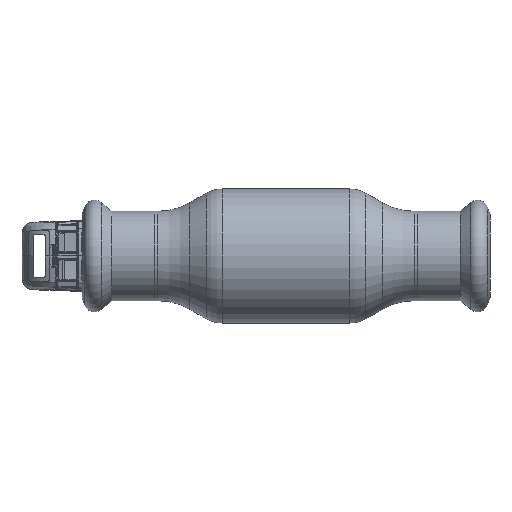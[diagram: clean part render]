
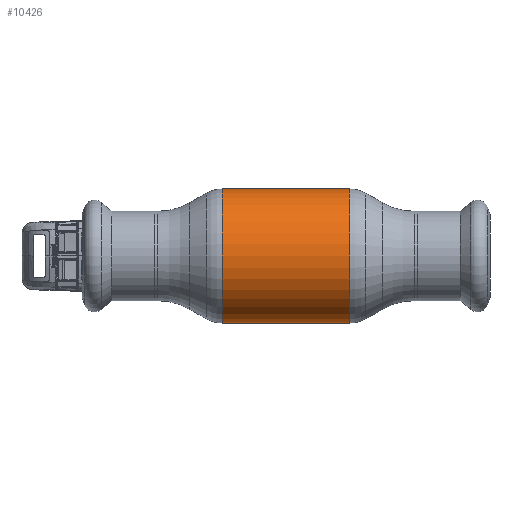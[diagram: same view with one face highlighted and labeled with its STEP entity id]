
A CAD part, front view. The second image highlights one B-rep face of the part: STEP entity #10426.
In plain terms, the highlighted cylindrical face has radius 19 mm (diameter 38 mm), a partial arc.
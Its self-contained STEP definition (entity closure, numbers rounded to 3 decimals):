
#183 = VERTEX_POINT ( 'NONE', #70428 ) ;
#2400 = CARTESIAN_POINT ( 'NONE',  ( -62.69, 0., -19. ) ) ;
#3265 = AXIS2_PLACEMENT_3D ( 'NONE', #5261, #67258, #22183 ) ;
#5261 = CARTESIAN_POINT ( 'NONE',  ( 18.088, 0., 0. ) ) ;
#6959 = CARTESIAN_POINT ( 'NONE',  ( -62.69, 0., 0. ) ) ;
#10316 = ORIENTED_EDGE ( 'NONE', *, *, #47552, .F. ) ;
#10426 = ADVANCED_FACE ( 'NONE', ( #62786 ), #37246, .T. ) ;
#12755 = DIRECTION ( 'NONE',  ( -1., 0., 0. ) ) ;
#13970 = LINE ( 'NONE', #62771, #38499 ) ;
#14982 = EDGE_CURVE ( 'NONE', #63914, #183, #13970, .T. ) ;
#18184 = ORIENTED_EDGE ( 'NONE', *, *, #14982, .T. ) ;
#18900 = DIRECTION ( 'NONE',  ( -1., 0., 0. ) ) ;
#19599 = EDGE_LOOP ( 'NONE', ( #22878, #70831, #18184, #10316 ) ) ;
#22183 = DIRECTION ( 'NONE',  ( 0., 0., 1. ) ) ;
#22878 = ORIENTED_EDGE ( 'NONE', *, *, #52998, .F. ) ;
#32949 = VECTOR ( 'NONE', #12755, 1000. ) ;
#37246 = CYLINDRICAL_SURFACE ( 'NONE', #49143, 19. ) ;
#38499 = VECTOR ( 'NONE', #18900, 1000. ) ;
#38518 = DIRECTION ( 'NONE',  ( -1., 0., 0. ) ) ;
#41706 = AXIS2_PLACEMENT_3D ( 'NONE', #49077, #38518, #72029 ) ;
#44772 = CARTESIAN_POINT ( 'NONE',  ( -18.088, 0., -19. ) ) ;
#45253 = CIRCLE ( 'NONE', #3265, 19. ) ;
#45748 = CARTESIAN_POINT ( 'NONE',  ( 18.088, 0., 19. ) ) ;
#46160 = DIRECTION ( 'NONE',  ( -1., 0., 0. ) ) ;
#47552 = EDGE_CURVE ( 'NONE', #50469, #183, #61226, .T. ) ;
#47878 = LINE ( 'NONE', #2400, #32949 ) ;
#49077 = CARTESIAN_POINT ( 'NONE',  ( -18.088, 0., 0. ) ) ;
#49143 = AXIS2_PLACEMENT_3D ( 'NONE', #6959, #46160, #62841 ) ;
#50469 = VERTEX_POINT ( 'NONE', #44772 ) ;
#51322 = CARTESIAN_POINT ( 'NONE',  ( 18.088, 0., -19. ) ) ;
#52998 = EDGE_CURVE ( 'NONE', #71665, #50469, #47878, .T. ) ;
#61226 = CIRCLE ( 'NONE', #41706, 19. ) ;
#62771 = CARTESIAN_POINT ( 'NONE',  ( -62.69, 0., 19. ) ) ;
#62786 = FACE_OUTER_BOUND ( 'NONE', #19599, .T. ) ;
#62841 = DIRECTION ( 'NONE',  ( 0., 0., 1. ) ) ;
#63214 = EDGE_CURVE ( 'NONE', #71665, #63914, #45253, .T. ) ;
#63914 = VERTEX_POINT ( 'NONE', #45748 ) ;
#67258 = DIRECTION ( 'NONE',  ( -1., 0., 0. ) ) ;
#70428 = CARTESIAN_POINT ( 'NONE',  ( -18.088, 0., 19. ) ) ;
#70831 = ORIENTED_EDGE ( 'NONE', *, *, #63214, .T. ) ;
#71665 = VERTEX_POINT ( 'NONE', #51322 ) ;
#72029 = DIRECTION ( 'NONE',  ( 0., 0., 1. ) ) ;
